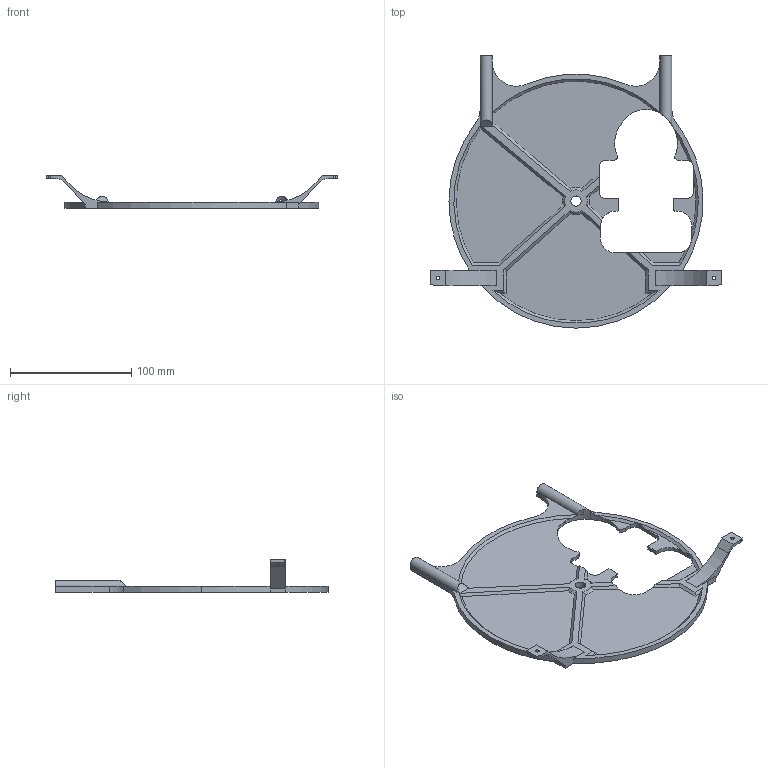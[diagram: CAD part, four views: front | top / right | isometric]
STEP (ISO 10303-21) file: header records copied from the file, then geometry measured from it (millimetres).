
FILE_DESCRIPTION (( 'STEP AP203' ), '1' );
FILE_NAME ('DrumHolderBackPlate.STEP', '2023-04-03T07:56:39', ( '' ), ( '' ), 'SwSTEP 2.0', 'SolidWorks 2022', '' );
FILE_SCHEMA (( 'CONFIG_CONTROL_DESIGN' ));
Length unit declared in the file: millimetre
Products named in the file (1): DrumHolderBackPlate
Bounding box: 239.88 x 225 x 27.25 mm (x, y, z)
Volume: 107807.6 mm3; surface area: 69164.5 mm2
Topology: 1 solids, 1 shells, 140 faces, 397 edges, 257 vertices
Faces by surface type: plane 74, cylinder 49, cone 13, bspline 4
Entity records: 4840 total; most frequent: CARTESIAN_POINT 1108, ORIENTED_EDGE 794, DIRECTION 752, EDGE_CURVE 397, AXIS2_PLACEMENT_3D 263, VERTEX_POINT 257, LINE 226, VECTOR 226
